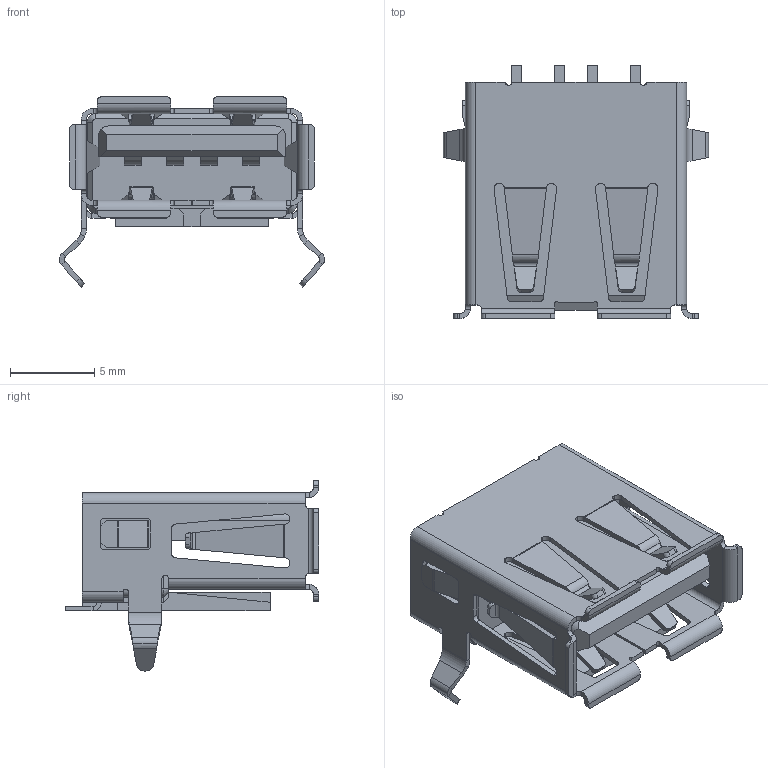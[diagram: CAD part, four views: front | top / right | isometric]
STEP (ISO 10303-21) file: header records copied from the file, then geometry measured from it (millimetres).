
FILE_DESCRIPTION (( 'STEP AP214' ), '1' );
FILE_NAME ('24-00504---Customer-P(028)A76.STEP', '2020-03-12T11:36:31', ( '' ), ( '' ), 'SwSTEP 2.0', 'SolidWorks 2018', '' );
FILE_SCHEMA (( 'AUTOMOTIVE_DESIGN' ));
Length unit declared in the file: millimetre
Products named in the file (1): 24-00504---Customer-P(028)A76
Bounding box: 15.7 x 15 x 11.27 mm (x, y, z)
Volume: 628.8 mm3; surface area: 1853.9 mm2
Topology: 10 solids, 10 shells, 866 faces, 2129 edges, 1286 vertices
Faces by surface type: plane 546, cylinder 248, bspline 56, cone 16
Entity records: 35340 total; most frequent: CARTESIAN_POINT 5808, ORIENTED_EDGE 4258, DIRECTION 3883, EDGE_CURVE 2129, LINE 1465, VECTOR 1465, VERTEX_POINT 1286, AXIS2_PLACEMENT_3D 1209
